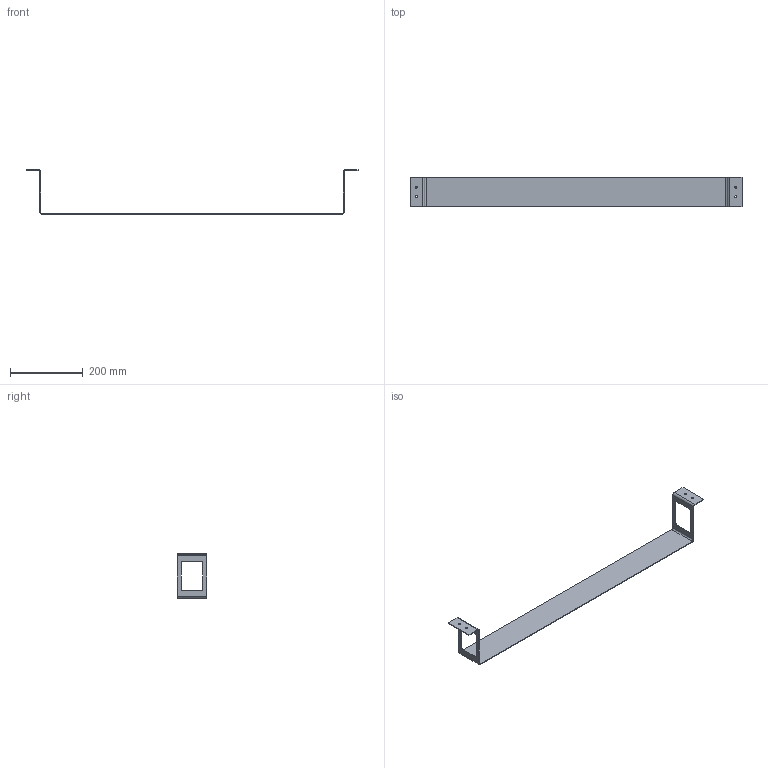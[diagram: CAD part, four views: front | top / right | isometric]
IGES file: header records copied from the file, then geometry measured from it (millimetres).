
Global section: file name: modélisation corbeille 3,; native system: AutoCAD 2016 - Français (French),; preprocessor: Autodesk Translation Framework DWG producer (atf_dwg_producer); organization: unknown; date: 20200318.151818; units: millimetre
Bounding box: 912 x 80 x 122 mm (x, y, z)
Volume: 163661.8 mm3; surface area: 169767.5 mm2
Topology: 1 solids, 1 shells, 42 faces, 120 edges, 80 vertices
Faces by surface type: bspline 42
